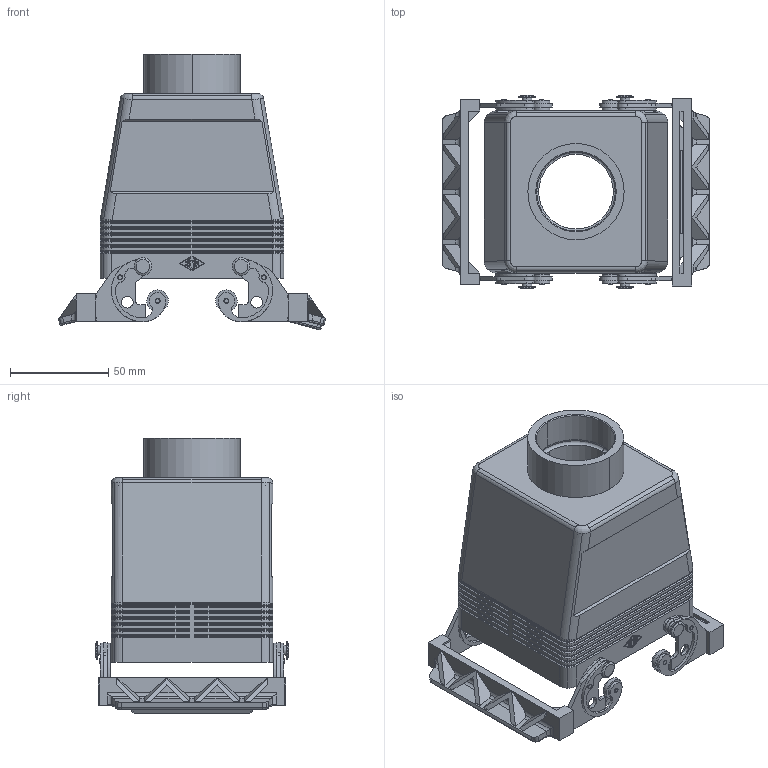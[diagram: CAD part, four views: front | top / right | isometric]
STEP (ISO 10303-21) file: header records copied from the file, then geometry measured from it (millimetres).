
FILE_DESCRIPTION((''),'2;1');
FILE_NAME('MHVW 32.40.stp','2006-12-14T10:44:55',('gembarski'),(''),'Autodesk Inventor 7','Autodesk Inventor 7','');
FILE_SCHEMA(('AUTOMOTIVE_DESIGN { 1 0 10303 214 1 1 1 1 }'));
Length unit declared in the file: millimetre
Products named in the file (1): MHVW 32.40
Bounding box: 136.28 x 98.5 x 140.22 mm (x, y, z)
Volume: 197833.5 mm3; surface area: 103665.5 mm2
Topology: 1 solids, 5 shells, 1126 faces, 3009 edges, 1922 vertices
Faces by surface type: bspline 347, plane 337, cylinder 308, cone 110, torus 20, sphere 4
Entity records: 38916 total; most frequent: CARTESIAN_POINT 10975, ORIENTED_EDGE 5986, DIRECTION 5723, EDGE_CURVE 2993, AXIS2_PLACEMENT_3D 1964, VERTEX_POINT 1922, VECTOR 1795, LINE 1795
